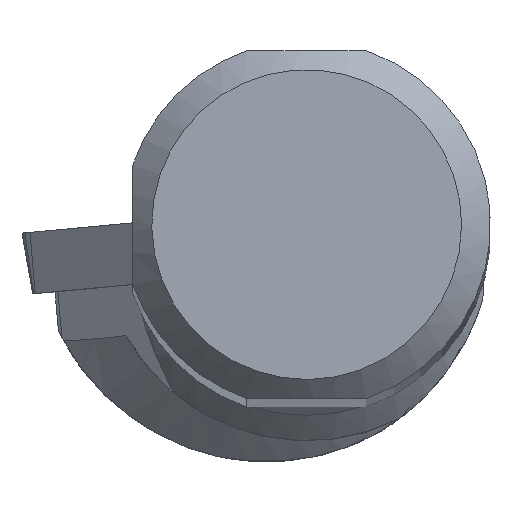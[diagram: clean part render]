
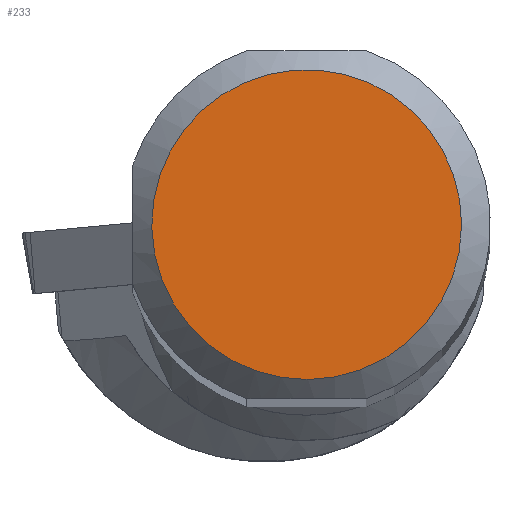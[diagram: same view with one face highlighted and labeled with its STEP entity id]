
A CAD part, top view. The second image highlights one B-rep face of the part: STEP entity #233.
In plain terms, the highlighted planar face has unit normal (0, 0, 1).
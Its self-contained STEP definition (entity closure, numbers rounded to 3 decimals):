
#174=FACE_OUTER_BOUND('',#484,.T.);
#233=ADVANCED_FACE('CU_SU_BP3',(#174),#277,.T.);
#277=PLANE('',#1317);
#484=EDGE_LOOP('',(#688));
#688=ORIENTED_EDGE('',*,*,#1057,.T.);
#927=VERTEX_POINT('',#2194);
#1057=EDGE_CURVE('',#927,#927,#1131,.T.);
#1131=CIRCLE('',#1316,8.016);
#1316=AXIS2_PLACEMENT_3D('',#2193,#1583,#1584);
#1317=AXIS2_PLACEMENT_3D('',#2195,#1585,#1586);
#1583=DIRECTION('',(0.,0.,1.));
#1584=DIRECTION('',(1.,0.,0.));
#1585=DIRECTION('',(0.,0.,1.));
#1586=DIRECTION('',(1.,0.,0.));
#2193=CARTESIAN_POINT('',(0.,0.,0.));
#2194=CARTESIAN_POINT('',(8.016,0.,0.));
#2195=CARTESIAN_POINT('',(0.,0.,
0.));
